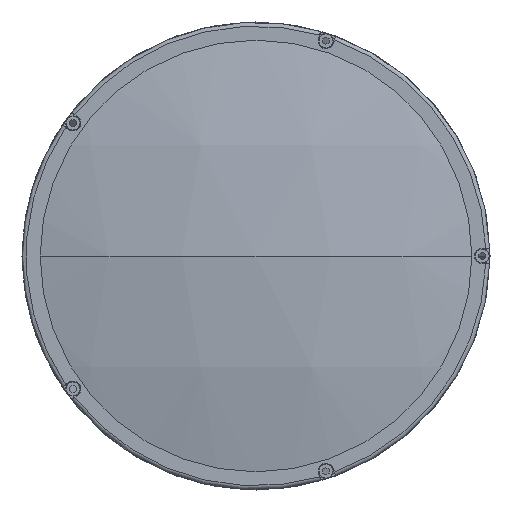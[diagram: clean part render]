
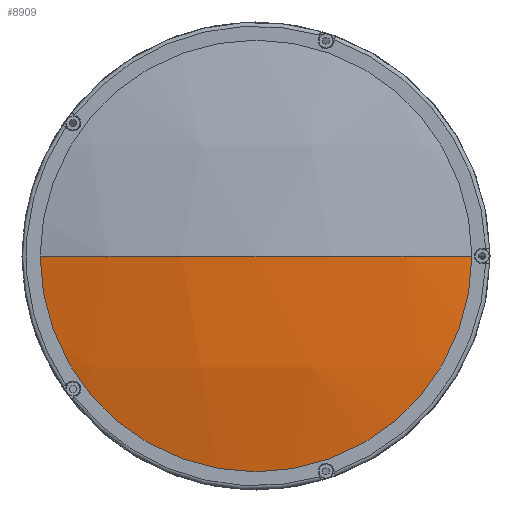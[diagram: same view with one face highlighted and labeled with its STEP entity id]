
A CAD part, left-side view. The second image highlights one B-rep face of the part: STEP entity #8909.
In plain terms, the highlighted spherical face has radius 384 mm.
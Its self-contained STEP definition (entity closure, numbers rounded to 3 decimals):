
#277 = DIRECTION ( 'NONE',  ( 0., 1., 0. ) ) ;
#310 = DIRECTION ( 'NONE',  ( 0., 1., 0. ) ) ;
#333 = DIRECTION ( 'NONE',  ( 0., 0., -1. ) ) ;
#337 = DIRECTION ( 'NONE',  ( 0., 0., -1. ) ) ;
#360 = CARTESIAN_POINT ( 'NONE',  ( 21.37, 0., 0. ) ) ;
#1230 = CIRCLE ( 'NONE', #7518, 384. ) ;
#1475 = AXIS2_PLACEMENT_3D ( 'NONE', #8961, #8928, #8902 ) ;
#1791 = VERTEX_POINT ( 'NONE', #1824 ) ;
#1824 = CARTESIAN_POINT ( 'NONE',  ( -353.104, 85., 0. ) ) ;
#1905 = SPHERICAL_SURFACE ( 'NONE', #1911, 384. ) ;
#1911 = AXIS2_PLACEMENT_3D ( 'NONE', #7874, #337, #310 ) ;
#1922 = VERTEX_POINT ( 'NONE', #3464 ) ;
#2520 = FACE_OUTER_BOUND ( 'NONE', #8485, .T. ) ;
#3243 = CIRCLE ( 'NONE', #1475, 384. ) ;
#3464 = CARTESIAN_POINT ( 'NONE',  ( -362.63, 0., 0. ) ) ;
#3572 = ORIENTED_EDGE ( 'NONE', *, *, #8519, .T. ) ;
#4091 = ORIENTED_EDGE ( 'NONE', *, *, #8935, .F. ) ;
#4273 = CARTESIAN_POINT ( 'NONE',  ( -353.104, -85., 0. ) ) ;
#5056 = CIRCLE ( 'NONE', #8256, 85. ) ;
#5315 = DIRECTION ( 'NONE',  ( -1., 0., 0. ) ) ;
#5715 = ORIENTED_EDGE ( 'NONE', *, *, #8582, .T. ) ;
#5807 = VERTEX_POINT ( 'NONE', #4273 ) ;
#5998 = DIRECTION ( 'NONE',  ( 0., 0., 1. ) ) ;
#6404 = CARTESIAN_POINT ( 'NONE',  ( -353.104, 0., 0. ) ) ;
#7518 = AXIS2_PLACEMENT_3D ( 'NONE', #360, #333, #277 ) ;
#7874 = CARTESIAN_POINT ( 'NONE',  ( 21.37, 0., 0. ) ) ;
#8256 = AXIS2_PLACEMENT_3D ( 'NONE', #6404, #5315, #5998 ) ;
#8485 = EDGE_LOOP ( 'NONE', ( #3572, #5715, #4091 ) ) ;
#8519 = EDGE_CURVE ( 'NONE', #1791, #5807, #5056, .T. ) ;
#8582 = EDGE_CURVE ( 'NONE', #5807, #1922, #1230, .T. ) ;
#8902 = DIRECTION ( 'NONE',  ( 0., -1., 0. ) ) ;
#8909 = ADVANCED_FACE ( 'NONE', ( #2520 ), #1905, .T. ) ;
#8928 = DIRECTION ( 'NONE',  ( 0., 0., 1. ) ) ;
#8935 = EDGE_CURVE ( 'NONE', #1791, #1922, #3243, .T. ) ;
#8961 = CARTESIAN_POINT ( 'NONE',  ( 21.37, 0., 0. ) ) ;
